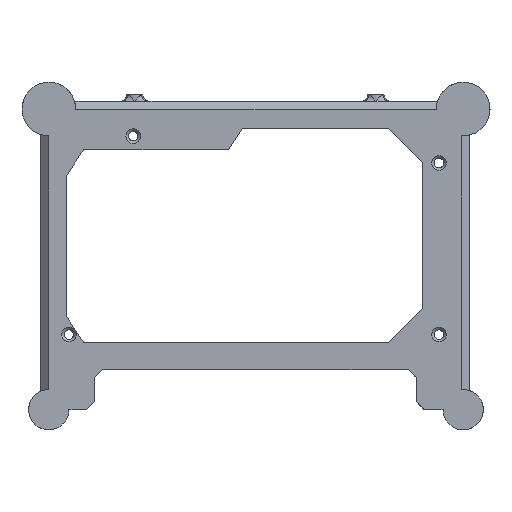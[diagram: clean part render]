
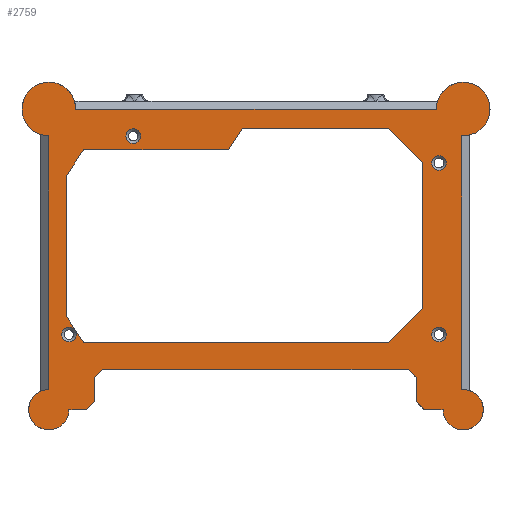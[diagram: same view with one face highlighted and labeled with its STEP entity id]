
A CAD part, top view. The second image highlights one B-rep face of the part: STEP entity #2759.
In plain terms, the highlighted planar face has unit normal (0, 0, 1).
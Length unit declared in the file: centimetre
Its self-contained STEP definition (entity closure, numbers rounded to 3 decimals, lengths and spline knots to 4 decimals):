
#184=VECTOR('',#4914,1.);
#191=VECTOR('',#4922,1.);
#192=VECTOR('',#4928,1.);
#193=VECTOR('',#4929,1.);
#194=VECTOR('',#4930,1.);
#195=VECTOR('',#4931,1.);
#196=VECTOR('',#4932,1.);
#197=VECTOR('',#4933,1.);
#198=VECTOR('',#4934,1.);
#199=VECTOR('',#4935,1.);
#200=VECTOR('',#4936,1.);
#201=VECTOR('',#4937,1.);
#202=VECTOR('',#4942,1.);
#203=VECTOR('',#4943,1.);
#204=VECTOR('',#4944,1.);
#205=VECTOR('',#4945,1.);
#206=VECTOR('',#4946,1.);
#207=VECTOR('',#4947,1.);
#208=VECTOR('',#4948,1.);
#209=VECTOR('',#4949,1.);
#210=VECTOR('',#4950,1.);
#211=VECTOR('',#4951,1.);
#449=LINE('',#3325,#184);
#456=LINE('',#3348,#191);
#457=LINE('',#3354,#192);
#458=LINE('',#3357,#193);
#459=LINE('',#3359,#194);
#460=LINE('',#3361,#195);
#461=LINE('',#3363,#196);
#462=LINE('',#3365,#197);
#463=LINE('',#3367,#198);
#464=LINE('',#3369,#199);
#465=LINE('',#3371,#200);
#466=LINE('',#3373,#201);
#467=LINE('',#3378,#202);
#468=LINE('',#3379,#203);
#469=LINE('',#3380,#204);
#470=LINE('',#3382,#205);
#471=LINE('',#3384,#206);
#472=LINE('',#3386,#207);
#473=LINE('',#3388,#208);
#474=LINE('',#3390,#209);
#475=LINE('',#3392,#210);
#476=LINE('',#3394,#211);
#702=PLANE('',#2944);
#847=VERTEX_POINT('',#3271);
#849=VERTEX_POINT('',#3275);
#852=VERTEX_POINT('',#3285);
#854=VERTEX_POINT('',#3288);
#857=VERTEX_POINT('',#3298);
#859=VERTEX_POINT('',#3301);
#863=VERTEX_POINT('',#3312);
#865=VERTEX_POINT('',#3316);
#868=VERTEX_POINT('',#3326);
#883=VERTEX_POINT('',#3351);
#884=VERTEX_POINT('',#3353);
#885=VERTEX_POINT('',#3355);
#886=VERTEX_POINT('',#3356);
#887=VERTEX_POINT('',#3358);
#888=VERTEX_POINT('',#3360);
#889=VERTEX_POINT('',#3362);
#890=VERTEX_POINT('',#3364);
#891=VERTEX_POINT('',#3366);
#892=VERTEX_POINT('',#3368);
#893=VERTEX_POINT('',#3370);
#894=VERTEX_POINT('',#3372);
#895=VERTEX_POINT('',#3375);
#896=VERTEX_POINT('',#3377);
#897=VERTEX_POINT('',#3381);
#898=VERTEX_POINT('',#3383);
#899=VERTEX_POINT('',#3385);
#900=VERTEX_POINT('',#3387);
#901=VERTEX_POINT('',#3389);
#902=VERTEX_POINT('',#3391);
#903=VERTEX_POINT('',#3393);
#1095=CIRCLE('',#2924,1.);
#1096=CIRCLE('',#2927,0.75);
#1098=CIRCLE('',#2933,0.75);
#1101=CIRCLE('',#2940,1.);
#1102=CIRCLE('',#2945,0.275);
#1103=CIRCLE('',#2946,0.275);
#1104=CIRCLE('',#2947,0.275);
#1105=CIRCLE('',#2948,0.275);
#1203=EDGE_CURVE('',#847,#849,#1095,.T.);
#1208=EDGE_CURVE('',#854,#852,#1096,.T.);
#1214=EDGE_CURVE('',#859,#857,#1098,.T.);
#1222=EDGE_CURVE('',#863,#865,#1101,.T.);
#1226=EDGE_CURVE('',#859,#868,#449,.T.);
#1243=EDGE_CURVE('',#863,#849,#456,.T.);
#1244=EDGE_CURVE('',#883,#883,#1102,.T.);
#1245=EDGE_CURVE('',#884,#884,#1103,.T.);
#1246=EDGE_CURVE('',#885,#886,#457,.T.);
#1247=EDGE_CURVE('',#886,#887,#458,.T.);
#1248=EDGE_CURVE('',#887,#888,#459,.T.);
#1249=EDGE_CURVE('',#888,#889,#460,.T.);
#1250=EDGE_CURVE('',#889,#890,#461,.T.);
#1251=EDGE_CURVE('',#890,#891,#462,.T.);
#1252=EDGE_CURVE('',#891,#892,#463,.T.);
#1253=EDGE_CURVE('',#892,#893,#464,.T.);
#1254=EDGE_CURVE('',#893,#894,#465,.T.);
#1255=EDGE_CURVE('',#894,#885,#466,.T.);
#1256=EDGE_CURVE('',#895,#895,#1104,.T.);
#1257=EDGE_CURVE('',#896,#896,#1105,.T.);
#1258=EDGE_CURVE('',#847,#857,#467,.T.);
#1259=EDGE_CURVE('',#854,#865,#468,.T.);
#1260=EDGE_CURVE('',#897,#852,#469,.T.);
#1261=EDGE_CURVE('',#898,#897,#470,.T.);
#1262=EDGE_CURVE('',#899,#898,#471,.T.);
#1263=EDGE_CURVE('',#900,#899,#472,.T.);
#1264=EDGE_CURVE('',#901,#900,#473,.T.);
#1265=EDGE_CURVE('',#902,#901,#474,.T.);
#1266=EDGE_CURVE('',#903,#902,#475,.T.);
#1267=EDGE_CURVE('',#868,#903,#476,.T.);
#1685=ORIENTED_EDGE('',*,*,#1244,.F.);
#1686=ORIENTED_EDGE('',*,*,#1245,.F.);
#1687=ORIENTED_EDGE('',*,*,#1246,.T.);
#1688=ORIENTED_EDGE('',*,*,#1247,.T.);
#1689=ORIENTED_EDGE('',*,*,#1248,.T.);
#1690=ORIENTED_EDGE('',*,*,#1249,.T.);
#1691=ORIENTED_EDGE('',*,*,#1250,.T.);
#1692=ORIENTED_EDGE('',*,*,#1251,.T.);
#1693=ORIENTED_EDGE('',*,*,#1252,.T.);
#1694=ORIENTED_EDGE('',*,*,#1253,.T.);
#1695=ORIENTED_EDGE('',*,*,#1254,.T.);
#1696=ORIENTED_EDGE('',*,*,#1255,.T.);
#1697=ORIENTED_EDGE('',*,*,#1256,.F.);
#1698=ORIENTED_EDGE('',*,*,#1257,.F.);
#1699=ORIENTED_EDGE('',*,*,#1258,.F.);
#1700=ORIENTED_EDGE('',*,*,#1203,.T.);
#1701=ORIENTED_EDGE('',*,*,#1243,.F.);
#1702=ORIENTED_EDGE('',*,*,#1222,.T.);
#1703=ORIENTED_EDGE('',*,*,#1259,.F.);
#1704=ORIENTED_EDGE('',*,*,#1208,.T.);
#1705=ORIENTED_EDGE('',*,*,#1260,.F.);
#1706=ORIENTED_EDGE('',*,*,#1261,.F.);
#1707=ORIENTED_EDGE('',*,*,#1262,.F.);
#1708=ORIENTED_EDGE('',*,*,#1263,.F.);
#1709=ORIENTED_EDGE('',*,*,#1264,.F.);
#1710=ORIENTED_EDGE('',*,*,#1265,.F.);
#1711=ORIENTED_EDGE('',*,*,#1266,.F.);
#1712=ORIENTED_EDGE('',*,*,#1267,.F.);
#1713=ORIENTED_EDGE('',*,*,#1226,.F.);
#1714=ORIENTED_EDGE('',*,*,#1214,.T.);
#2377=EDGE_LOOP('',(#1685));
#2378=EDGE_LOOP('',(#1686));
#2379=EDGE_LOOP('',(#1687,#1688,#1689,#1690,#1691,#1692,#1693,#1694,#1695,
#1696));
#2380=EDGE_LOOP('',(#1697));
#2381=EDGE_LOOP('',(#1698));
#2382=EDGE_LOOP('',(#1699,#1700,#1701,#1702,#1703,#1704,#1705,#1706,#1707,
#1708,#1709,#1710,#1711,#1712,#1713,#1714));
#2568=FACE_BOUND('',#2377,.T.);
#2569=FACE_BOUND('',#2378,.T.);
#2570=FACE_BOUND('',#2379,.T.);
#2571=FACE_BOUND('',#2380,.T.);
#2572=FACE_BOUND('',#2381,.T.);
#2573=FACE_BOUND('',#2382,.T.);
#2759=ADVANCED_FACE('',(#2568,#2569,#2570,#2571,#2572,#2573),#702,.T.);
#2924=AXIS2_PLACEMENT_3D('',#3276,#4869,#4870);
#2927=AXIS2_PLACEMENT_3D('',#3287,#4878,#4879);
#2933=AXIS2_PLACEMENT_3D('',#3300,#4891,#4892);
#2940=AXIS2_PLACEMENT_3D('',#3317,#4907,#4908);
#2944=AXIS2_PLACEMENT_3D('',#3349,#4923,$);
#2945=AXIS2_PLACEMENT_3D('',#3350,#4924,#4925);
#2946=AXIS2_PLACEMENT_3D('',#3352,#4926,#4927);
#2947=AXIS2_PLACEMENT_3D('',#3374,#4938,#4939);
#2948=AXIS2_PLACEMENT_3D('',#3376,#4940,#4941);
#3271=CARTESIAN_POINT('',(7.7,10.2137,0.3175));
#3275=CARTESIAN_POINT('',(6.7538,11.2,0.3175));
#3276=CARTESIAN_POINT('',(7.7538,11.2122,0.3175));
#3285=CARTESIAN_POINT('',(-6.9504,0.,0.3175));
#3287=CARTESIAN_POINT('',(-7.7004,0.,0.3175));
#3288=CARTESIAN_POINT('',(-7.7,0.75,0.3175));
#3298=CARTESIAN_POINT('',(7.7,0.7481,0.3175));
#3300=CARTESIAN_POINT('',(7.7538,0.,0.3175));
#3301=CARTESIAN_POINT('',(7.0038,0.,0.3175));
#3312=CARTESIAN_POINT('',(-6.7004,11.2,0.3175));
#3316=CARTESIAN_POINT('',(-7.7,10.2122,0.3175));
#3317=CARTESIAN_POINT('',(-7.7004,11.2122,0.3175));
#3325=CARTESIAN_POINT('',(6.,0.,0.3175));
#3326=CARTESIAN_POINT('',(6.3,0.,0.3175));
#3348=CARTESIAN_POINT('',(0.,11.2,0.3175));
#3349=CARTESIAN_POINT('',(0.,5.8017,0.3175));
#3350=CARTESIAN_POINT('',(-6.95,2.8,0.3175));
#3351=CARTESIAN_POINT('',(-6.675,2.8,0.3175));
#3352=CARTESIAN_POINT('',(6.85,9.2,0.3175));
#3353=CARTESIAN_POINT('',(7.125,9.2,0.3175));
#3354=CARTESIAN_POINT('',(-1.6121,8.7583,0.3175));
#3355=CARTESIAN_POINT('',(-1.,9.7,0.3175));
#3356=CARTESIAN_POINT('',(-0.48,10.5,0.3175));
#3357=CARTESIAN_POINT('',(1.125,10.5,0.3175));
#3358=CARTESIAN_POINT('',(4.98,10.5,0.3175));
#3359=CARTESIAN_POINT('',(5.2271,10.2529,0.3175));
#3360=CARTESIAN_POINT('',(6.25,9.23,0.3175));
#3361=CARTESIAN_POINT('',(6.25,6.1509,0.3175));
#3362=CARTESIAN_POINT('',(6.25,3.77,0.3175));
#3363=CARTESIAN_POINT('',(4.8779,2.3979,0.3175));
#3364=CARTESIAN_POINT('',(4.98,2.5,0.3175));
#3365=CARTESIAN_POINT('',(-0.355,2.5,0.3175));
#3366=CARTESIAN_POINT('',(-6.4,2.5,0.3175));
#3367=CARTESIAN_POINT('',(-6.3664,2.4483,0.3175));
#3368=CARTESIAN_POINT('',(-7.05,3.5,0.3175));
#3369=CARTESIAN_POINT('',(-7.05,5.9509,0.3175));
#3370=CARTESIAN_POINT('',(-7.05,8.7,0.3175));
#3371=CARTESIAN_POINT('',(-6.5027,9.542,0.3175));
#3372=CARTESIAN_POINT('',(-6.4,9.7,0.3175));
#3373=CARTESIAN_POINT('',(-1.85,9.7,0.3175));
#3374=CARTESIAN_POINT('',(-4.55,10.2,0.3175));
#3375=CARTESIAN_POINT('',(-4.275,10.2,0.3175));
#3376=CARTESIAN_POINT('',(6.85,2.8,0.3175));
#3377=CARTESIAN_POINT('',(7.125,2.8,0.3175));
#3378=CARTESIAN_POINT('',(7.7,5.7759,0.3175));
#3379=CARTESIAN_POINT('',(-7.7,5.7759,0.3175));
#3380=CARTESIAN_POINT('',(-8.,0.,0.3175));
#3381=CARTESIAN_POINT('',(-6.3,0.,0.3175));
#3382=CARTESIAN_POINT('',(-3.1996,3.1004,0.3175));
#3383=CARTESIAN_POINT('',(-6.,0.3,0.3175));
#3384=CARTESIAN_POINT('',(-6.,0.,0.3175));
#3385=CARTESIAN_POINT('',(-6.,1.2,0.3175));
#3386=CARTESIAN_POINT('',(-3.2746,3.9254,0.3175));
#3387=CARTESIAN_POINT('',(-5.7,1.5,0.3175));
#3388=CARTESIAN_POINT('',(-6.,1.5,0.3175));
#3389=CARTESIAN_POINT('',(5.7,1.5,0.3175));
#3390=CARTESIAN_POINT('',(3.2746,3.9254,0.3175));
#3391=CARTESIAN_POINT('',(6.,1.2,0.3175));
#3392=CARTESIAN_POINT('',(6.,1.5,0.3175));
#3393=CARTESIAN_POINT('',(6.,0.3,0.3175));
#3394=CARTESIAN_POINT('',(3.1996,3.1004,0.3175));
#4869=DIRECTION('',(0.,0.,1.));
#4870=DIRECTION('',(1.,0.,0.));
#4878=DIRECTION('',(0.,0.,1.));
#4879=DIRECTION('',(0.75,0.,0.));
#4891=DIRECTION('',(0.,0.,1.));
#4892=DIRECTION('',(0.75,0.,0.));
#4907=DIRECTION('',(0.,0.,1.));
#4908=DIRECTION('',(1.,0.,0.));
#4914=DIRECTION('',(-1.,0.,0.));
#4922=DIRECTION('',(1.,0.,0.));
#4923=DIRECTION('',(0.,0.,1.));
#4924=DIRECTION('',(0.,0.,1.));
#4925=DIRECTION('',(-0.275,0.,0.));
#4926=DIRECTION('',(0.,0.,1.));
#4927=DIRECTION('',(-0.275,0.,0.));
#4928=DIRECTION('',(0.545,0.838,0.));
#4929=DIRECTION('',(1.,0.,0.));
#4930=DIRECTION('',(0.707,-0.707,0.));
#4931=DIRECTION('',(0.,-1.,0.));
#4932=DIRECTION('',(-0.707,-0.707,0.));
#4933=DIRECTION('',(-1.,0.,0.));
#4934=DIRECTION('',(-0.545,0.838,0.));
#4935=DIRECTION('',(0.,1.,0.));
#4936=DIRECTION('',(0.545,0.838,0.));
#4937=DIRECTION('',(1.,0.,0.));
#4938=DIRECTION('',(0.,0.,1.));
#4939=DIRECTION('',(-0.275,0.,0.));
#4940=DIRECTION('',(0.,0.,1.));
#4941=DIRECTION('',(-0.275,0.,0.));
#4942=DIRECTION('',(0.,-1.,0.));
#4943=DIRECTION('',(0.,1.,0.));
#4944=DIRECTION('',(-1.,0.,0.));
#4945=DIRECTION('',(-0.707,-0.707,0.));
#4946=DIRECTION('',(0.,-1.,0.));
#4947=DIRECTION('',(-0.707,-0.707,0.));
#4948=DIRECTION('',(-1.,0.,0.));
#4949=DIRECTION('',(-0.707,0.707,0.));
#4950=DIRECTION('',(0.,1.,0.));
#4951=DIRECTION('',(-0.707,0.707,0.));
